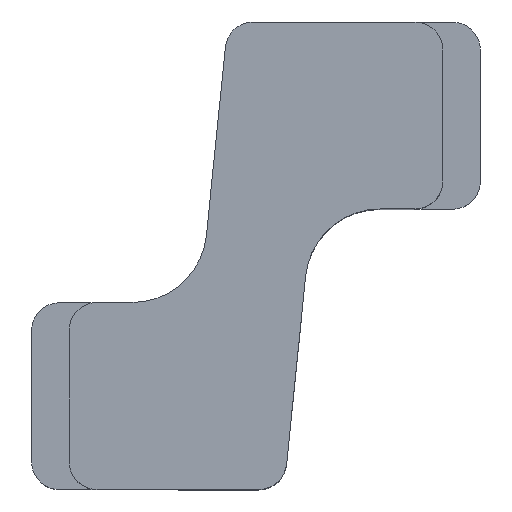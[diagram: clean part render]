
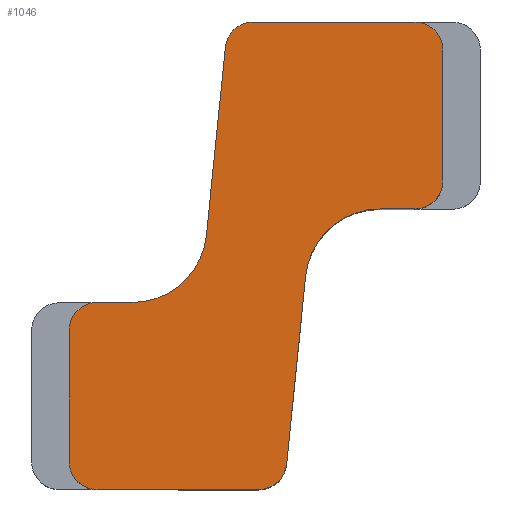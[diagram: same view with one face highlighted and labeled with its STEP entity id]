
A CAD part, top view. The second image highlights one B-rep face of the part: STEP entity #1046.
In plain terms, the highlighted planar face has unit normal (0, 0, 1).
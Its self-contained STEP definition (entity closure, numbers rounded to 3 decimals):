
#11 = LINE ( 'NONE', #278, #810 ) ;
#30 = CARTESIAN_POINT ( 'NONE',  ( -18.5, -15., 8. ) ) ;
#31 = DIRECTION ( 'NONE',  ( 0., 0., -1. ) ) ;
#42 = VERTEX_POINT ( 'NONE', #1030 ) ;
#43 = CARTESIAN_POINT ( 'NONE',  ( -1.5, -1.5, 8. ) ) ;
#47 = AXIS2_PLACEMENT_3D ( 'NONE', #543, #1087, #860 ) ;
#56 = DIRECTION ( 'NONE',  ( 0., 0., 1. ) ) ;
#72 = CARTESIAN_POINT ( 'NONE',  ( -1.5, -10., 8. ) ) ;
#81 = VECTOR ( 'NONE', #1017, 1000. ) ;
#89 = LINE ( 'NONE', #430, #1155 ) ;
#90 = EDGE_CURVE ( 'NONE', #162, #1048, #395, .T. ) ;
#97 = DIRECTION ( 'NONE',  ( -1., 0., 0. ) ) ;
#106 = ORIENTED_EDGE ( 'NONE', *, *, #549, .T. ) ;
#115 = CARTESIAN_POINT ( 'NONE',  ( -20., -16.5, 8. ) ) ;
#159 = DIRECTION ( 'NONE',  ( -1., 0., 0. ) ) ;
#162 = VERTEX_POINT ( 'NONE', #315 ) ;
#167 = PLANE ( 'NONE',  #187 ) ;
#173 = DIRECTION ( 'NONE',  ( -1., 0., 0. ) ) ;
#182 = LINE ( 'NONE', #809, #81 ) ;
#183 = VECTOR ( 'NONE', #807, 1000. ) ;
#187 = AXIS2_PLACEMENT_3D ( 'NONE', #591, #252, #159 ) ;
#207 = DIRECTION ( 'NONE',  ( 0., 0., 1. ) ) ;
#228 = CIRCLE ( 'NONE', #247, 4. ) ;
#247 = AXIS2_PLACEMENT_3D ( 'NONE', #259, #979, #173 ) ;
#252 = DIRECTION ( 'NONE',  ( 0., 0., -1. ) ) ;
#258 = VERTEX_POINT ( 'NONE', #538 ) ;
#259 = CARTESIAN_POINT ( 'NONE',  ( -16.633, -11., 8. ) ) ;
#274 = CIRCLE ( 'NONE', #424, 1.5 ) ;
#278 = CARTESIAN_POINT ( 'NONE',  ( 0., -8.5, 8. ) ) ;
#291 = CARTESIAN_POINT ( 'NONE',  ( -18.5, -16.5, 8. ) ) ;
#310 = ORIENTED_EDGE ( 'NONE', *, *, #982, .T. ) ;
#315 = CARTESIAN_POINT ( 'NONE',  ( -3.367, -10., 8. ) ) ;
#323 = LINE ( 'NONE', #326, #1039 ) ;
#326 = CARTESIAN_POINT ( 'NONE',  ( -1.5, 0., 8. ) ) ;
#336 = CIRCLE ( 'NONE', #555, 1.5 ) ;
#353 = VERTEX_POINT ( 'NONE', #471 ) ;
#376 = CARTESIAN_POINT ( 'NONE',  ( -1.5, -8.5, 8. ) ) ;
#388 = CARTESIAN_POINT ( 'NONE',  ( -20., -23.5, 8. ) ) ;
#395 = LINE ( 'NONE', #1120, #684 ) ;
#405 = CARTESIAN_POINT ( 'NONE',  ( -10.144, -1.5, 8. ) ) ;
#406 = EDGE_CURVE ( 'NONE', #593, #947, #450, .T. ) ;
#410 = DIRECTION ( 'NONE',  ( -1., 0., 0. ) ) ;
#417 = ORIENTED_EDGE ( 'NONE', *, *, #406, .T. ) ;
#418 = LINE ( 'NONE', #776, #981 ) ;
#420 = AXIS2_PLACEMENT_3D ( 'NONE', #376, #730, #1001 ) ;
#424 = AXIS2_PLACEMENT_3D ( 'NONE', #405, #56, #1124 ) ;
#428 = EDGE_CURVE ( 'NONE', #539, #495, #1110, .T. ) ;
#430 = CARTESIAN_POINT ( 'NONE',  ( -18.5, -25., 8. ) ) ;
#433 = ORIENTED_EDGE ( 'NONE', *, *, #515, .T. ) ;
#442 = ORIENTED_EDGE ( 'NONE', *, *, #554, .T. ) ;
#450 = LINE ( 'NONE', #115, #183 ) ;
#457 = VERTEX_POINT ( 'NONE', #824 ) ;
#466 = DIRECTION ( 'NONE',  ( 1., 0., 0. ) ) ;
#470 = VERTEX_POINT ( 'NONE', #994 ) ;
#471 = CARTESIAN_POINT ( 'NONE',  ( -18.5, -25., 8. ) ) ;
#479 = ORIENTED_EDGE ( 'NONE', *, *, #520, .T. ) ;
#495 = VERTEX_POINT ( 'NONE', #625 ) ;
#503 = FACE_OUTER_BOUND ( 'NONE', #1117, .T. ) ;
#515 = EDGE_CURVE ( 'NONE', #353, #667, #89, .T. ) ;
#520 = EDGE_CURVE ( 'NONE', #495, #42, #228, .T. ) ;
#526 = VECTOR ( 'NONE', #1020, 1000. ) ;
#538 = CARTESIAN_POINT ( 'NONE',  ( -8.364, -23.651, 8. ) ) ;
#539 = VERTEX_POINT ( 'NONE', #792 ) ;
#541 = ORIENTED_EDGE ( 'NONE', *, *, #1106, .T. ) ;
#543 = CARTESIAN_POINT ( 'NONE',  ( -18.5, -23.5, 8. ) ) ;
#549 = EDGE_CURVE ( 'NONE', #947, #353, #686, .T. ) ;
#552 = DIRECTION ( 'NONE',  ( -1., 0., 0. ) ) ;
#554 = EDGE_CURVE ( 'NONE', #457, #539, #274, .T. ) ;
#555 = AXIS2_PLACEMENT_3D ( 'NONE', #291, #755, #466 ) ;
#562 = CARTESIAN_POINT ( 'NONE',  ( 0., -8.5, 8. ) ) ;
#591 = CARTESIAN_POINT ( 'NONE',  ( -3.367, -14., 8. ) ) ;
#593 = VERTEX_POINT ( 'NONE', #709 ) ;
#597 = ORIENTED_EDGE ( 'NONE', *, *, #428, .T. ) ;
#603 = EDGE_CURVE ( 'NONE', #470, #162, #897, .T. ) ;
#613 = ORIENTED_EDGE ( 'NONE', *, *, #651, .T. ) ;
#616 = AXIS2_PLACEMENT_3D ( 'NONE', #1083, #31, #97 ) ;
#625 = CARTESIAN_POINT ( 'NONE',  ( -12.653, -11.402, 8. ) ) ;
#627 = ORIENTED_EDGE ( 'NONE', *, *, #632, .T. ) ;
#632 = EDGE_CURVE ( 'NONE', #258, #470, #182, .T. ) ;
#642 = AXIS2_PLACEMENT_3D ( 'NONE', #43, #207, #552 ) ;
#645 = CARTESIAN_POINT ( 'NONE',  ( -11.636, -1.349, 8. ) ) ;
#651 = EDGE_CURVE ( 'NONE', #838, #910, #11, .T. ) ;
#663 = DIRECTION ( 'NONE',  ( 1., 0., 0. ) ) ;
#667 = VERTEX_POINT ( 'NONE', #721 ) ;
#669 = EDGE_CURVE ( 'NONE', #1048, #838, #880, .T. ) ;
#680 = ORIENTED_EDGE ( 'NONE', *, *, #669, .T. ) ;
#684 = VECTOR ( 'NONE', #663, 1000. ) ;
#686 = CIRCLE ( 'NONE', #47, 1.5 ) ;
#699 = CIRCLE ( 'NONE', #642, 1.5 ) ;
#704 = ORIENTED_EDGE ( 'NONE', *, *, #993, .T. ) ;
#709 = CARTESIAN_POINT ( 'NONE',  ( -20., -16.5, 8. ) ) ;
#721 = CARTESIAN_POINT ( 'NONE',  ( -9.856, -25., 8. ) ) ;
#727 = CARTESIAN_POINT ( 'NONE',  ( 0., -1.5, 8. ) ) ;
#730 = DIRECTION ( 'NONE',  ( 0., 0., 1. ) ) ;
#741 = DIRECTION ( 'NONE',  ( 0., 1., 0. ) ) ;
#755 = DIRECTION ( 'NONE',  ( 0., 0., 1. ) ) ;
#772 = ORIENTED_EDGE ( 'NONE', *, *, #933, .T. ) ;
#776 = CARTESIAN_POINT ( 'NONE',  ( -16.633, -15., 8. ) ) ;
#786 = CIRCLE ( 'NONE', #873, 1.5 ) ;
#792 = CARTESIAN_POINT ( 'NONE',  ( -11.636, -1.349, 8. ) ) ;
#805 = ORIENTED_EDGE ( 'NONE', *, *, #90, .T. ) ;
#807 = DIRECTION ( 'NONE',  ( 0., -1., 0. ) ) ;
#809 = CARTESIAN_POINT ( 'NONE',  ( -8.364, -23.651, 8. ) ) ;
#810 = VECTOR ( 'NONE', #741, 1000. ) ;
#824 = CARTESIAN_POINT ( 'NONE',  ( -10.144, 0., 8. ) ) ;
#838 = VERTEX_POINT ( 'NONE', #562 ) ;
#855 = ORIENTED_EDGE ( 'NONE', *, *, #1010, .T. ) ;
#857 = CARTESIAN_POINT ( 'NONE',  ( -1.5, 0., 8. ) ) ;
#859 = VERTEX_POINT ( 'NONE', #857 ) ;
#860 = DIRECTION ( 'NONE',  ( 1., 0., 0. ) ) ;
#871 = DIRECTION ( 'NONE',  ( -1., 0., 0. ) ) ;
#873 = AXIS2_PLACEMENT_3D ( 'NONE', #1141, #1041, #1151 ) ;
#880 = CIRCLE ( 'NONE', #420, 1.5 ) ;
#897 = CIRCLE ( 'NONE', #616, 4. ) ;
#910 = VERTEX_POINT ( 'NONE', #727 ) ;
#933 = EDGE_CURVE ( 'NONE', #910, #859, #699, .T. ) ;
#947 = VERTEX_POINT ( 'NONE', #388 ) ;
#955 = ORIENTED_EDGE ( 'NONE', *, *, #603, .T. ) ;
#979 = DIRECTION ( 'NONE',  ( 0., 0., -1. ) ) ;
#981 = VECTOR ( 'NONE', #871, 1000. ) ;
#982 = EDGE_CURVE ( 'NONE', #42, #1085, #418, .T. ) ;
#993 = EDGE_CURVE ( 'NONE', #859, #457, #323, .T. ) ;
#994 = CARTESIAN_POINT ( 'NONE',  ( -7.347, -13.598, 8. ) ) ;
#1001 = DIRECTION ( 'NONE',  ( 1., 0., 0. ) ) ;
#1010 = EDGE_CURVE ( 'NONE', #667, #258, #786, .T. ) ;
#1017 = DIRECTION ( 'NONE',  ( 0.101, 0.995, 0. ) ) ;
#1020 = DIRECTION ( 'NONE',  ( -0.101, -0.995, 0. ) ) ;
#1030 = CARTESIAN_POINT ( 'NONE',  ( -16.633, -15., 8. ) ) ;
#1039 = VECTOR ( 'NONE', #410, 1000. ) ;
#1041 = DIRECTION ( 'NONE',  ( 0., 0., 1. ) ) ;
#1046 = ADVANCED_FACE ( 'NONE', ( #503 ), #167, .F. ) ;
#1048 = VERTEX_POINT ( 'NONE', #72 ) ;
#1061 = DIRECTION ( 'NONE',  ( 1., 0., 0. ) ) ;
#1083 = CARTESIAN_POINT ( 'NONE',  ( -3.367, -14., 8. ) ) ;
#1085 = VERTEX_POINT ( 'NONE', #30 ) ;
#1087 = DIRECTION ( 'NONE',  ( 0., 0., 1. ) ) ;
#1106 = EDGE_CURVE ( 'NONE', #1085, #593, #336, .T. ) ;
#1110 = LINE ( 'NONE', #645, #526 ) ;
#1117 = EDGE_LOOP ( 'NONE', ( #955, #805, #680, #613, #772, #704, #442, #597, #479, #310, #541, #417, #106, #433, #855, #627 ) ) ;
#1120 = CARTESIAN_POINT ( 'NONE',  ( -3.367, -10., 8. ) ) ;
#1124 = DIRECTION ( 'NONE',  ( 1., 0., 0. ) ) ;
#1141 = CARTESIAN_POINT ( 'NONE',  ( -9.856, -23.5, 8. ) ) ;
#1151 = DIRECTION ( 'NONE',  ( 1., 0., 0. ) ) ;
#1155 = VECTOR ( 'NONE', #1061, 1000. ) ;
